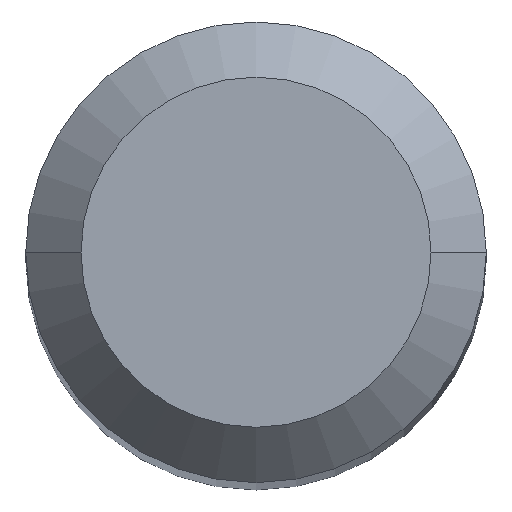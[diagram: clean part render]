
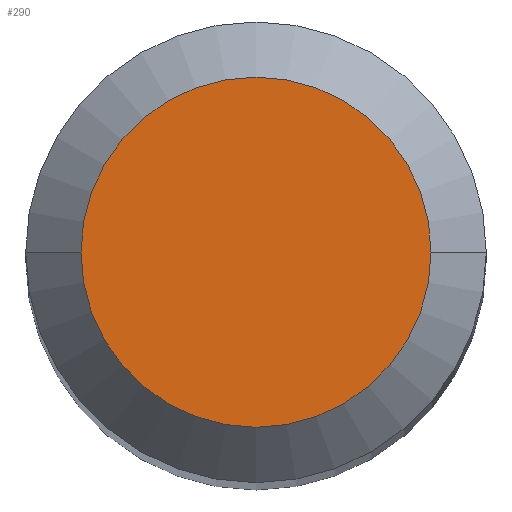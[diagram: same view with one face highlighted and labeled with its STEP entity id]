
A CAD part, top view. The second image highlights one B-rep face of the part: STEP entity #290.
In plain terms, the highlighted planar face has unit normal (0, 0, 1).
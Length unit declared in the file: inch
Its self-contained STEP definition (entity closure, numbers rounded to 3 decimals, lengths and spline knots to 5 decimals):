
#13 = AXIS2_PLACEMENT_3D ( 'NONE', #140, #246, #316 ) ;
#19 = CIRCLE ( 'NONE', #13, 0.0475 ) ;
#33 = DIRECTION ( 'NONE',  ( 1., 0., 0. ) ) ;
#52 = AXIS2_PLACEMENT_3D ( 'NONE', #268, #148, #194 ) ;
#54 = PLANE ( 'NONE',  #165 ) ;
#73 = VERTEX_POINT ( 'NONE', #301 ) ;
#108 = VERTEX_POINT ( 'NONE', #169 ) ;
#140 = CARTESIAN_POINT ( 'NONE',  ( 0., 0., 1.5 ) ) ;
#148 = DIRECTION ( 'NONE',  ( 0., 0., 1. ) ) ;
#161 = EDGE_CURVE ( 'NONE', #108, #73, #19, .T. ) ;
#165 = AXIS2_PLACEMENT_3D ( 'NONE', #222, #262, #33 ) ;
#169 = CARTESIAN_POINT ( 'NONE',  ( -0.0475, 0., 1.5 ) ) ;
#194 = DIRECTION ( 'NONE',  ( 1., 0., 0. ) ) ;
#199 = EDGE_CURVE ( 'NONE', #73, #108, #206, .T. ) ;
#200 = FACE_OUTER_BOUND ( 'NONE', #278, .T. ) ;
#206 = CIRCLE ( 'NONE', #52, 0.0475 ) ;
#222 = CARTESIAN_POINT ( 'NONE',  ( 0., 0., 1.5 ) ) ;
#246 = DIRECTION ( 'NONE',  ( 0., 0., 1. ) ) ;
#262 = DIRECTION ( 'NONE',  ( 0., 0., 1. ) ) ;
#268 = CARTESIAN_POINT ( 'NONE',  ( 0., 0., 1.5 ) ) ;
#278 = EDGE_LOOP ( 'NONE', ( #298, #306 ) ) ;
#290 = ADVANCED_FACE ( 'NONE', ( #200 ), #54, .T. ) ;
#298 = ORIENTED_EDGE ( 'NONE', *, *, #161, .T. ) ;
#301 = CARTESIAN_POINT ( 'NONE',  ( 0.0475, 0., 1.5 ) ) ;
#306 = ORIENTED_EDGE ( 'NONE', *, *, #199, .T. ) ;
#316 = DIRECTION ( 'NONE',  ( 1., 0., 0. ) ) ;
